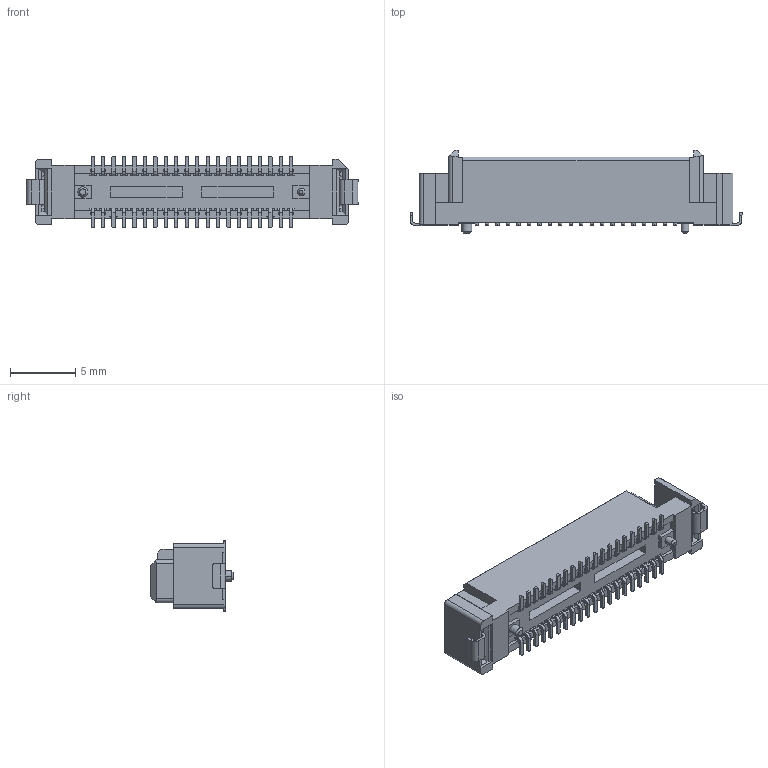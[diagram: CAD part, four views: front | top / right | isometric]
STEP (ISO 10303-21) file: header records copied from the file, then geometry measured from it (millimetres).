
FILE_DESCRIPTION( ('This file contains a STEP AP42 implementation' ,'as created by ZW3D STEP Interface translator.') ,'2;1' );
FILE_NAME( '3615-PXXX-057XXX01.stp' ,'23 321.1726 5', (''), ('ZWCAD Software Co.'), 'Version 1.0', 'ZW3D to STEP translator', '' );
FILE_SCHEMA(('AUTOMOTIVE_DESIGN { 1 0 10303 214 1 1 1 1 }'));
Length unit declared in the file: millimetre
Products named in the file (2): 0; 3615-PXXX-057XXX01
Bounding box: 25.4 x 6.35 x 5.5 mm (x, y, z)
Volume: 332.5 mm3; surface area: 742.3 mm2
Topology: 1 solids, 1 shells, 1400 faces, 3908 edges, 2512 vertices
Faces by surface type: plane 1207, cylinder 187, cone 6
Entity records: 45440 total; most frequent: CARTESIAN_POINT 7845, ORIENTED_EDGE 7824, DIRECTION 7084, EDGE_CURVE 3908, VECTOR 3518, LINE 3518, VERTEX_POINT 2512, AXIS2_PLACEMENT_3D 1783
